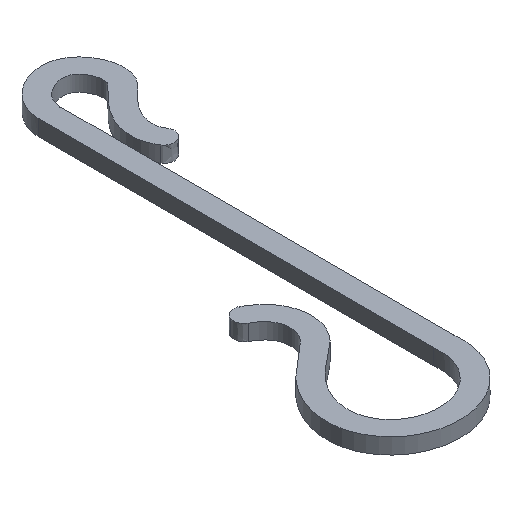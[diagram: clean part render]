
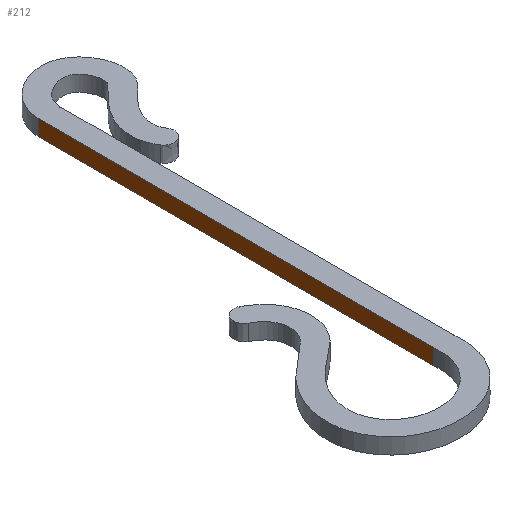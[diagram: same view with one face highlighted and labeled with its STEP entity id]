
A CAD part, isometric view. The second image highlights one B-rep face of the part: STEP entity #212.
In plain terms, the highlighted planar face has unit normal (-1, 0.002, 0).
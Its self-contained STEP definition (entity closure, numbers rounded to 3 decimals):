
#26=LINE('',#445,#34);
#28=LINE('',#655,#36);
#31=LINE('',#923,#39);
#32=LINE('',#925,#40);
#34=VECTOR('',#242,10.);
#36=VECTOR('',#246,10.);
#39=VECTOR('',#249,10.);
#40=VECTOR('',#252,10.);
#43=PLANE('',#232);
#54=FACE_OUTER_BOUND('',#66,.T.);
#66=EDGE_LOOP('',(#185,#186,#187,#188));
#97=VERTEX_POINT('',#409);
#98=VERTEX_POINT('',#444);
#101=VERTEX_POINT('',#618);
#102=VERTEX_POINT('',#654);
#118=EDGE_CURVE('',#97,#98,#26,.T.);
#125=EDGE_CURVE('',#101,#102,#28,.T.);
#135=EDGE_CURVE('',#101,#98,#31,.T.);
#136=EDGE_CURVE('',#102,#97,#32,.T.);
#185=ORIENTED_EDGE('',*,*,#125,.F.);
#186=ORIENTED_EDGE('',*,*,#135,.T.);
#187=ORIENTED_EDGE('',*,*,#118,.F.);
#188=ORIENTED_EDGE('',*,*,#136,.F.);
#212=ADVANCED_FACE('',(#54),#43,.T.);
#232=AXIS2_PLACEMENT_3D('',#924,#250,#251);
#242=DIRECTION('',(-0.002,-1.,0.));
#246=DIRECTION('',(0.002,1.,0.));
#249=DIRECTION('',(0.,0.,1.));
#250=DIRECTION('center_axis',(-1.,0.002,0.));
#251=DIRECTION('ref_axis',(-0.002,-1.,0.));
#252=DIRECTION('',(0.,0.,1.));
#409=CARTESIAN_POINT('',(3.539,29.916,1.2));
#444=CARTESIAN_POINT('',(3.481,-0.111,1.2));
#445=CARTESIAN_POINT('',(3.481,-0.111,1.2));
#618=CARTESIAN_POINT('',(3.481,-0.111,0.));
#654=CARTESIAN_POINT('',(3.539,29.916,0.));
#655=CARTESIAN_POINT('',(3.481,-0.111,0.));
#923=CARTESIAN_POINT('',(3.481,-0.111,0.));
#924=CARTESIAN_POINT('Origin',(3.539,29.916,0.));
#925=CARTESIAN_POINT('',(3.539,29.916,0.));
